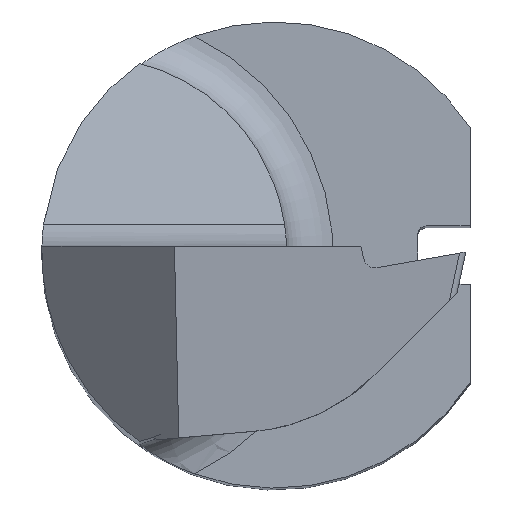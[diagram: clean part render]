
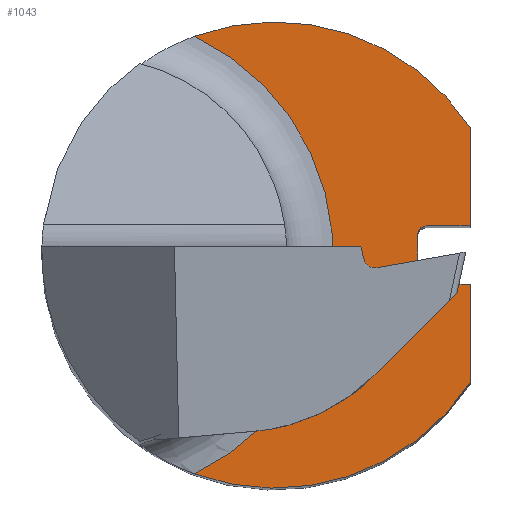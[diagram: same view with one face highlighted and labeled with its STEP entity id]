
A CAD part, top view. The second image highlights one B-rep face of the part: STEP entity #1043.
In plain terms, the highlighted planar face has unit normal (0, 0, 1).
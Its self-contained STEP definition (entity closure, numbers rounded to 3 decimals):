
#12 = AXIS2_PLACEMENT_3D ( 'NONE', #670, #168, #506 ) ;
#13 = CARTESIAN_POINT ( 'NONE',  ( 2.45, -0.35, 20. ) ) ;
#24 = EDGE_CURVE ( 'NONE', #700, #225, #556, .T. ) ;
#32 = EDGE_CURVE ( 'NONE', #537, #385, #880, .T. ) ;
#49 = DIRECTION ( 'NONE',  ( 0., 0., -1. ) ) ;
#56 = DIRECTION ( 'NONE',  ( 1., 0., 0. ) ) ;
#58 = DIRECTION ( 'NONE',  ( 0., 0., 1. ) ) ;
#61 = VECTOR ( 'NONE', #272, 1000. ) ;
#75 = LINE ( 'NONE', #902, #611 ) ;
#89 = CIRCLE ( 'NONE', #696, 0.15 ) ;
#110 = CARTESIAN_POINT ( 'NONE',  ( -1.38, 3.755, 20. ) ) ;
#112 = ORIENTED_EDGE ( 'NONE', *, *, #498, .F. ) ;
#121 = CIRCLE ( 'NONE', #262, 4. ) ;
#131 = ORIENTED_EDGE ( 'NONE', *, *, #1072, .T. ) ;
#147 = DIRECTION ( 'NONE',  ( 0., 0., -1. ) ) ;
#168 = DIRECTION ( 'NONE',  ( 0., 0., -1. ) ) ;
#177 = DIRECTION ( 'NONE',  ( 1., 0., 0. ) ) ;
#187 = VERTEX_POINT ( 'NONE', #946 ) ;
#216 = LINE ( 'NONE', #808, #1015 ) ;
#218 = ORIENTED_EDGE ( 'NONE', *, *, #326, .T. ) ;
#225 = VERTEX_POINT ( 'NONE', #227 ) ;
#227 = CARTESIAN_POINT ( 'NONE',  ( 3.35, -0.5, 20. ) ) ;
#230 = EDGE_LOOP ( 'NONE', ( #218, #904, #282, #871, #519, #313, #112, #469, #131, #1047 ) ) ;
#260 = CARTESIAN_POINT ( 'NONE',  ( 64.95, -0.5, 20. ) ) ;
#262 = AXIS2_PLACEMENT_3D ( 'NONE', #676, #768, #177 ) ;
#268 = VECTOR ( 'NONE', #406, 1000. ) ;
#272 = DIRECTION ( 'NONE',  ( 0., -1., 0. ) ) ;
#282 = ORIENTED_EDGE ( 'NONE', *, *, #683, .T. ) ;
#298 = AXIS2_PLACEMENT_3D ( 'NONE', #483, #58, #492 ) ;
#310 = EDGE_CURVE ( 'NONE', #653, #225, #502, .T. ) ;
#313 = ORIENTED_EDGE ( 'NONE', *, *, #883, .T. ) ;
#318 = VERTEX_POINT ( 'NONE', #439 ) ;
#323 = VECTOR ( 'NONE', #1082, 1000. ) ;
#326 = EDGE_CURVE ( 'NONE', #187, #553, #121, .T. ) ;
#327 = FACE_OUTER_BOUND ( 'NONE', #230, .T. ) ;
#350 = CARTESIAN_POINT ( 'NONE',  ( 2.45, 0.5, 20. ) ) ;
#364 = CARTESIAN_POINT ( 'NONE',  ( 2.6, 0.5, 20. ) ) ;
#385 = VERTEX_POINT ( 'NONE', #364 ) ;
#389 = CARTESIAN_POINT ( 'NONE',  ( 2.6, -0.5, 20. ) ) ;
#406 = DIRECTION ( 'NONE',  ( 0., 1., 0. ) ) ;
#415 = AXIS2_PLACEMENT_3D ( 'NONE', #901, #147, #881 ) ;
#435 = CARTESIAN_POINT ( 'NONE',  ( 3.35, 0.5, 20. ) ) ;
#439 = CARTESIAN_POINT ( 'NONE',  ( -1.38, -3.755, 20. ) ) ;
#469 = ORIENTED_EDGE ( 'NONE', *, *, #32, .T. ) ;
#480 = CARTESIAN_POINT ( 'NONE',  ( -0.104, -0.291, 20. ) ) ;
#483 = CARTESIAN_POINT ( 'NONE',  ( 0., 0., 20. ) ) ;
#492 = DIRECTION ( 'NONE',  ( 1., 0., 0. ) ) ;
#498 = EDGE_CURVE ( 'NONE', #537, #767, #1020, .T. ) ;
#502 = LINE ( 'NONE', #260, #323 ) ;
#506 = DIRECTION ( 'NONE',  ( 1., 0., 0. ) ) ;
#519 = ORIENTED_EDGE ( 'NONE', *, *, #310, .F. ) ;
#537 = VERTEX_POINT ( 'NONE', #780 ) ;
#553 = VERTEX_POINT ( 'NONE', #110 ) ;
#556 = LINE ( 'NONE', #630, #268 ) ;
#611 = VECTOR ( 'NONE', #56, 1000. ) ;
#630 = CARTESIAN_POINT ( 'NONE',  ( 3.35, 2.186, 20. ) ) ;
#653 = VERTEX_POINT ( 'NONE', #389 ) ;
#659 = EDGE_CURVE ( 'NONE', #833, #187, #216, .T. ) ;
#664 = CARTESIAN_POINT ( 'NONE',  ( 3.35, -2.186, 20. ) ) ;
#670 = CARTESIAN_POINT ( 'NONE',  ( -3.152, 0., 20. ) ) ;
#676 = CARTESIAN_POINT ( 'NONE',  ( 0., 0., 20. ) ) ;
#683 = EDGE_CURVE ( 'NONE', #318, #700, #853, .T. ) ;
#696 = AXIS2_PLACEMENT_3D ( 'NONE', #785, #49, #868 ) ;
#700 = VERTEX_POINT ( 'NONE', #664 ) ;
#744 = DIRECTION ( 'NONE',  ( 1., 0., 0. ) ) ;
#767 = VERTEX_POINT ( 'NONE', #13 ) ;
#768 = DIRECTION ( 'NONE',  ( 0., 0., 1. ) ) ;
#780 = CARTESIAN_POINT ( 'NONE',  ( 2.45, 0.35, 20. ) ) ;
#785 = CARTESIAN_POINT ( 'NONE',  ( 2.6, -0.35, 20. ) ) ;
#808 = CARTESIAN_POINT ( 'NONE',  ( 3.35, 2.186, 20. ) ) ;
#814 = DIRECTION ( 'NONE',  ( 0., 0., 1. ) ) ;
#833 = VERTEX_POINT ( 'NONE', #435 ) ;
#851 = EDGE_CURVE ( 'NONE', #553, #318, #997, .T. ) ;
#853 = CIRCLE ( 'NONE', #298, 4. ) ;
#868 = DIRECTION ( 'NONE',  ( 1., 0., 0. ) ) ;
#871 = ORIENTED_EDGE ( 'NONE', *, *, #24, .T. ) ;
#880 = CIRCLE ( 'NONE', #415, 0.15 ) ;
#881 = DIRECTION ( 'NONE',  ( 1., 0., 0. ) ) ;
#883 = EDGE_CURVE ( 'NONE', #653, #767, #89, .T. ) ;
#901 = CARTESIAN_POINT ( 'NONE',  ( 2.6, 0.35, 20. ) ) ;
#902 = CARTESIAN_POINT ( 'NONE',  ( 64.95, 0.5, 20. ) ) ;
#904 = ORIENTED_EDGE ( 'NONE', *, *, #851, .T. ) ;
#925 = AXIS2_PLACEMENT_3D ( 'NONE', #480, #814, #744 ) ;
#946 = CARTESIAN_POINT ( 'NONE',  ( 3.35, 2.186, 20. ) ) ;
#997 = CIRCLE ( 'NONE', #12, 4.152 ) ;
#1015 = VECTOR ( 'NONE', #1053, 1000. ) ;
#1020 = LINE ( 'NONE', #350, #61 ) ;
#1043 = ADVANCED_FACE ( 'NONE', ( #327 ), #1058, .T. ) ;
#1047 = ORIENTED_EDGE ( 'NONE', *, *, #659, .T. ) ;
#1053 = DIRECTION ( 'NONE',  ( 0., 1., 0. ) ) ;
#1058 = PLANE ( 'NONE',  #925 ) ;
#1072 = EDGE_CURVE ( 'NONE', #385, #833, #75, .T. ) ;
#1082 = DIRECTION ( 'NONE',  ( 1., 0., 0. ) ) ;
